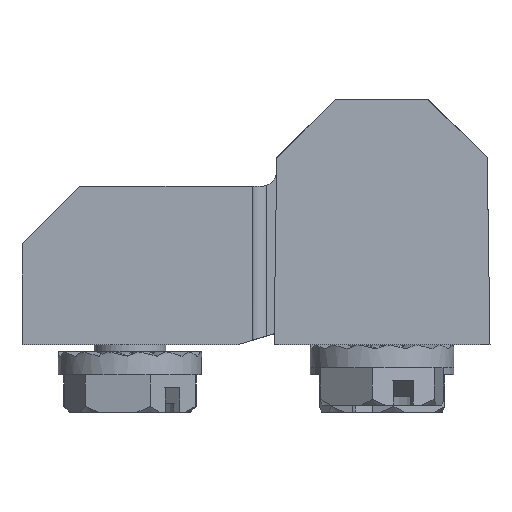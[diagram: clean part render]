
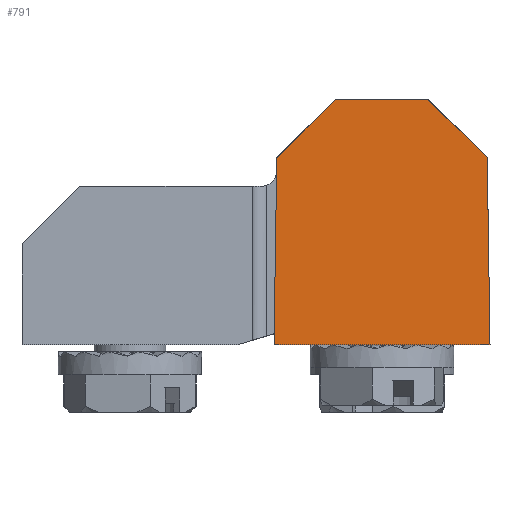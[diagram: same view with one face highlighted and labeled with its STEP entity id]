
A CAD part, front view. The second image highlights one B-rep face of the part: STEP entity #791.
In plain terms, the highlighted planar face has unit normal (0, -1, 0.015).
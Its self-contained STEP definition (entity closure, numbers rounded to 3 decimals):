
#791=ADVANCED_FACE('',(#1924),#1925,.T.);
#1924=FACE_OUTER_BOUND('',#4148,.T.);
#1925=PLANE('',#4149);
#4148=EDGE_LOOP('',(#8977,#8978,#8979,#8980,#8981,#8982));
#4149=AXIS2_PLACEMENT_3D('',#8983,#8984,#8985);
#8977=ORIENTED_EDGE('',*,*,#12578,.F.);
#8978=ORIENTED_EDGE('',*,*,#12579,.T.);
#8979=ORIENTED_EDGE('',*,*,#11998,.F.);
#8980=ORIENTED_EDGE('',*,*,#12580,.F.);
#8981=ORIENTED_EDGE('',*,*,#12581,.F.);
#8982=ORIENTED_EDGE('',*,*,#12523,.T.);
#8983=CARTESIAN_POINT('',(0.,-32.33,0.));
#8984=DIRECTION('',(0.,-1.,0.015));
#8985=DIRECTION('',(0.,-0.015,-1.));
#11998=EDGE_CURVE('',#13689,#13690,#13691,.T.);
#12523=EDGE_CURVE('',#14582,#14580,#14583,.F.);
#12578=EDGE_CURVE('',#14666,#14580,#14667,.F.);
#12579=EDGE_CURVE('',#14666,#13690,#14668,.F.);
#12580=EDGE_CURVE('',#14669,#13689,#14670,.F.);
#12581=EDGE_CURVE('',#14582,#14669,#14671,.T.);
#13689=VERTEX_POINT('',#16162);
#13690=VERTEX_POINT('',#16163);
#13691=LINE('',#16164,#16165);
#14580=VERTEX_POINT('',#18047);
#14582=VERTEX_POINT('',#18050);
#14583=LINE('',#18051,#18052);
#14666=VERTEX_POINT('',#18199);
#14667=LINE('',#18200,#18201);
#14668=LINE('',#18202,#18203);
#14669=VERTEX_POINT('',#18204);
#14670=LINE('',#18205,#18206);
#14671=LINE('',#18207,#18208);
#16162=CARTESIAN_POINT('',(-7.5,-32.33,0.));
#16163=CARTESIAN_POINT('',(-7.308,-32.138,12.94));
#16164=CARTESIAN_POINT('',(-7.496,-32.326,0.237));
#16165=VECTOR('',#21337,1.0);
#18047=CARTESIAN_POINT('',(3.187,-32.077,17.0));
#18050=CARTESIAN_POINT('',(7.307,-32.137,13.));
#18051=CARTESIAN_POINT('',(7.19,-32.135,13.114));
#18052=VECTOR('',#21707,1.0);
#18199=CARTESIAN_POINT('',(-3.248,-32.077,17.0));
#18200=CARTESIAN_POINT('',(-7.5,-32.077,17.0));
#18201=VECTOR('',#21757,1.0);
#18202=CARTESIAN_POINT('',(-3.012,-32.074,17.235));
#18203=VECTOR('',#21758,1.0);
#18204=CARTESIAN_POINT('',(7.5,-32.33,0.));
#18205=CARTESIAN_POINT('',(7.5,-32.33,0.));
#18206=VECTOR('',#21759,1.0);
#18207=CARTESIAN_POINT('',(7.496,-32.326,0.237));
#18208=VECTOR('',#21760,1.0);
#21337=DIRECTION('',(0.015,0.015,1.));
#21707=DIRECTION('',(0.717,-0.01,-0.697));
#21757=DIRECTION('',(-1.0,0.,0.));
#21758=DIRECTION('',(0.707,0.01,0.707));
#21759=DIRECTION('',(1.0,0.,0.));
#21760=DIRECTION('',(0.015,-0.015,-1.));
